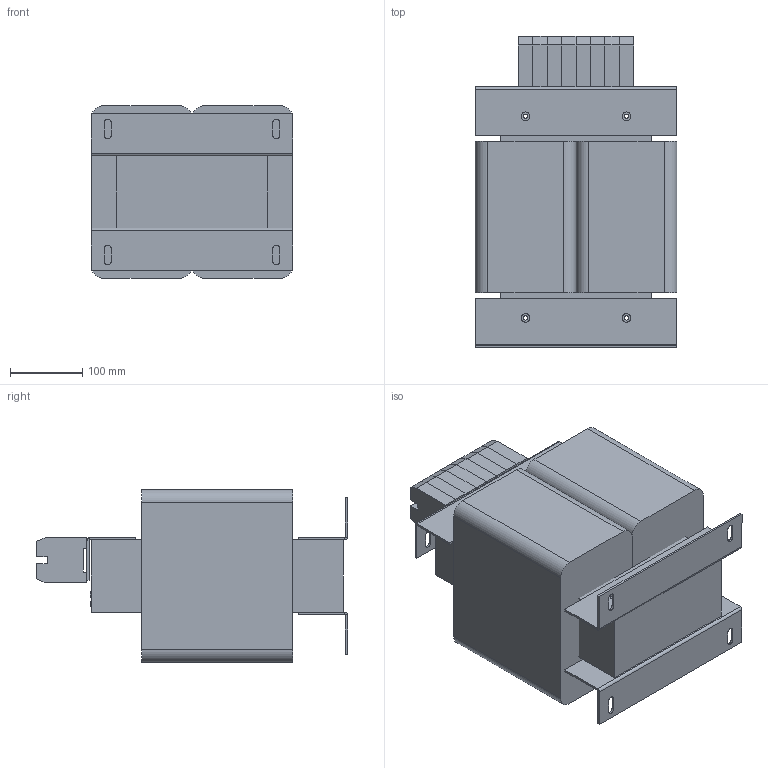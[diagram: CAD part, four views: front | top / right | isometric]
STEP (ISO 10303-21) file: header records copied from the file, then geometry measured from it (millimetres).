
FILE_DESCRIPTION (( 'STEP AP214' ), '1' );
FILE_NAME ('TM2140326.STEP', '2023-09-30T08:46:38', ( '' ), ( '' ), 'SwSTEP 2.0', 'SolidWorks 2021', '' );
FILE_SCHEMA (( 'AUTOMOTIVE_DESIGN' ));
Length unit declared in the file: millimetre
Products named in the file (6): Parte2^TM2140326; CaburCBD70; Angolare2F-col.70; Nucleo2F_70x100; TM2140326; bobina2F_70x100
Assembly tree (15 placements, depth 2):
  TM2140326
    Nucleo2F_70x100
    bobina2F_70x100  x2
    CaburCBD70  x8
    Angolare2F-col.70  x3
    Parte2^TM2140326
Bounding box: 280 x 432 x 240 mm (x, y, z)
Volume: 20796017.1 mm3; surface area: 1061881.1 mm2
Topology: 45 solids, 45 shells, 699 faces, 1755 edges, 1162 vertices
Faces by surface type: plane 465, bspline 150, cylinder 84
Entity records: 24481 total; most frequent: CARTESIAN_POINT 13106, ORIENTED_EDGE 2426, DIRECTION 1663, EDGE_CURVE 1213, LINE 857, VECTOR 857, VERTEX_POINT 806, EDGE_LOOP 531
